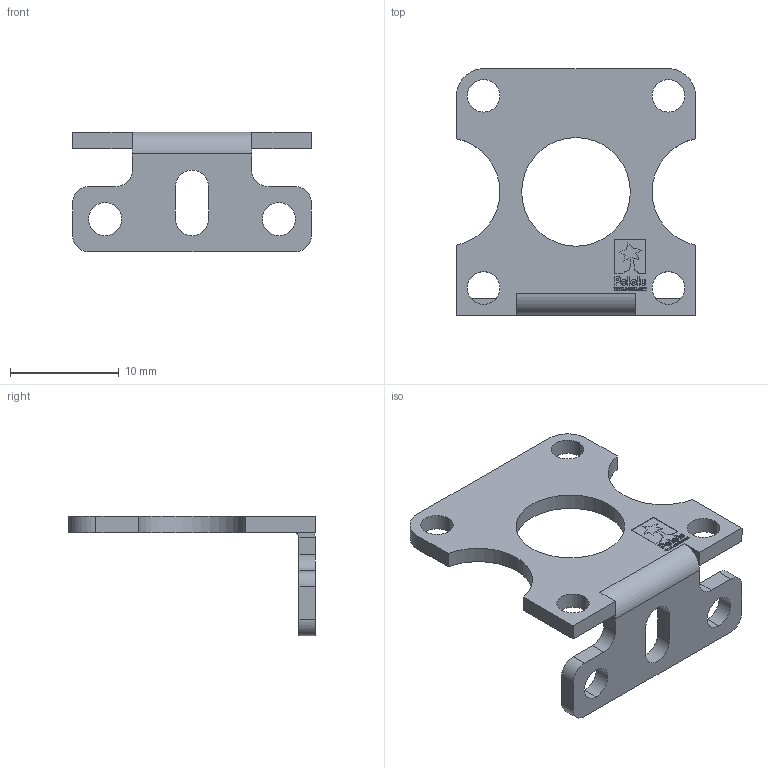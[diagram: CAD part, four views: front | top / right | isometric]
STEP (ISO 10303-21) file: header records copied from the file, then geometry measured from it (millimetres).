
FILE_DESCRIPTION (( 'STEP AP214' ), '1' );
FILE_NAME ('bkt09a.step', '2016-03-02T21:46:40', ( '' ), ( '' ), 'SwSTEP 2.0', 'SolidWorks 2015', '' );
FILE_SCHEMA (( 'AUTOMOTIVE_DESIGN' ));
Length unit declared in the file: millimetre
Products named in the file (1): bkt09a
Bounding box: 22 x 22.7 x 11 mm (x, y, z)
Volume: 695.3 mm3; surface area: 1285.9 mm2
Topology: 1 solids, 1 shells, 301 faces, 809 edges, 538 vertices
Faces by surface type: plane 173, bspline 98, cylinder 30
Entity records: 12539 total; most frequent: CARTESIAN_POINT 5535, ORIENTED_EDGE 1618, DIRECTION 1083, EDGE_CURVE 809, VECTOR 551, LINE 551, VERTEX_POINT 538, EDGE_LOOP 345
